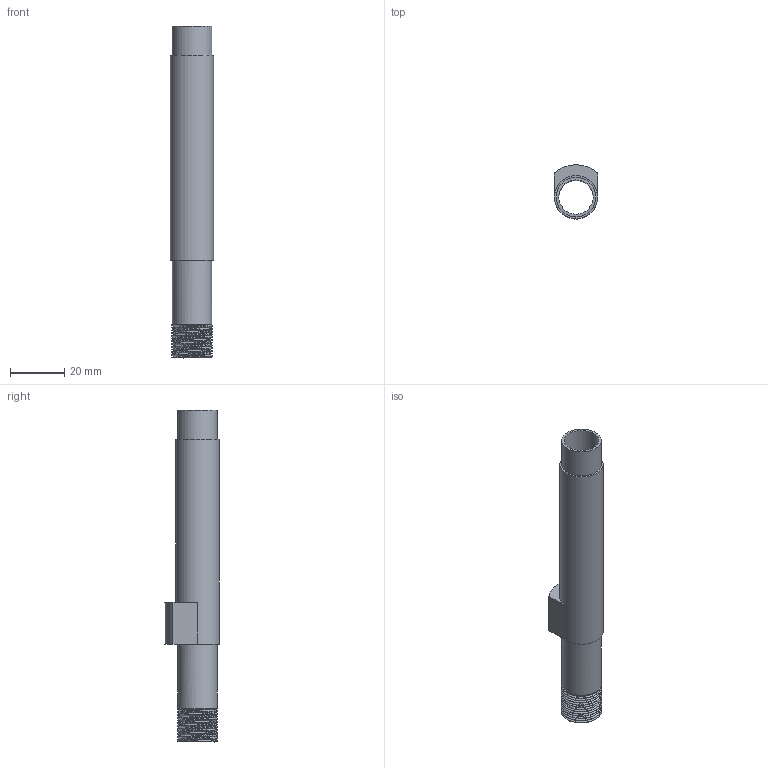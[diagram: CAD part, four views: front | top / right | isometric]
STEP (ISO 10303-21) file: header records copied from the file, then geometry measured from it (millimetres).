
FILE_DESCRIPTION(/* description */ (''),/* implementation_level */ '2;1');
FILE_NAME(/* name */ 'Canon.step',/* time_stamp */ '2023-06-01T22:58:21+02:00',/* author */ (''),/* organization */ (''),/* preprocessor_version */ 'ST-DEVELOPER v19.2',/* originating_system */ 'Autodesk Translation Framework v12.6.0.85',/* authorisation */ '');
FILE_SCHEMA (('AUTOMOTIVE_DESIGN { 1 0 10303 214 3 1 1 }'));
Length unit declared in the file: millimetre
Products named in the file (1): Canon HDR
Bounding box: 15.9 x 19.91 x 121.95 mm (x, y, z)
Volume: 8582.6 mm3; surface area: 11548.6 mm2
Topology: 1 solids, 1 shells, 43 faces, 114 edges, 75 vertices
Faces by surface type: cylinder 32, plane 9, bspline 2
Full cylindrical faces by diameter (mm): 12.6 x1, 13.841 x11, 14.4 x1, 14.6 x1, 14.984 x12, 15.9 x1
Entity records: 4591 total; most frequent: CARTESIAN_POINT 3592, ORIENTED_EDGE 228, DIRECTION 155, EDGE_CURVE 114, VERTEX_POINT 75, B_SPLINE_CURVE_WITH_KNOTS 60, AXIS2_PLACEMENT_3D 59, EDGE_LOOP 47
